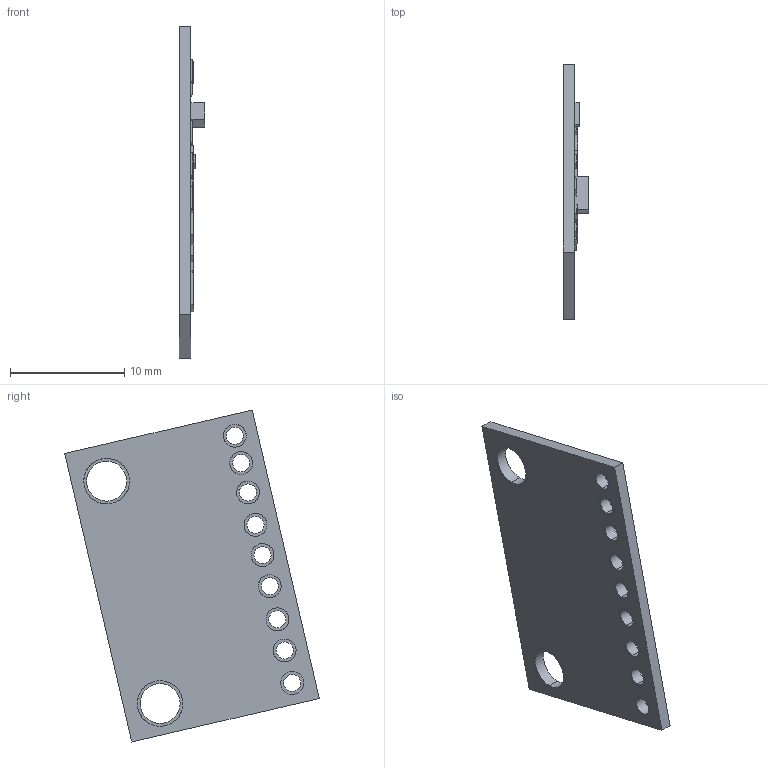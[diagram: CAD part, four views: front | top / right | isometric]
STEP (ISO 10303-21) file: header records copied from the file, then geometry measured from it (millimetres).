
FILE_DESCRIPTION(('CATIA V5 STEP Exchange'),'2;1');
FILE_NAME('GY-801 final.stp','2019-09-23T02:28:40+00:00',('none'),('none'),'CATIA Version 5 Release 21 GA (IN-10)','CATIA V5 STEP AP203','none');
FILE_SCHEMA(('CONFIG_CONTROL_DESIGN'));
Length unit declared in the file: millimetre
Products named in the file (1): Product2
Assembly tree (32 placements, depth 2):
  Product2
    #58
    #948
    #1123
    #1298
    #1473
    #1648
    #1823  x12
    #2163
    #2338
    #2513
    #2688  x9
    #2977  x2
Bounding box: 2.21 x 22.29 x 29.08 mm (x, y, z)
Volume: 425.1 mm3; surface area: 1301.7 mm2
Topology: 32 solids, 32 shells, 214 faces, 450 edges, 300 vertices
Faces by surface type: plane 148, cylinder 66
Entity records: 3086 total; most frequent: DIRECTION 496, CARTESIAN_POINT 493, ORIENTED_EDGE 420, EDGE_CURVE 210, AXIS2_PLACEMENT_3D 203, VECTOR 150, LINE 150, VERTEX_POINT 140
